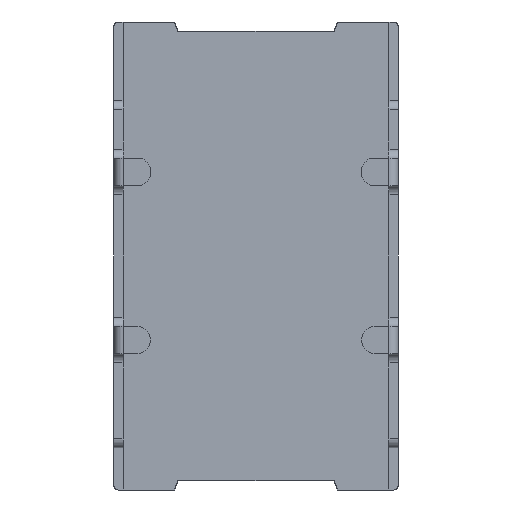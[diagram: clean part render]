
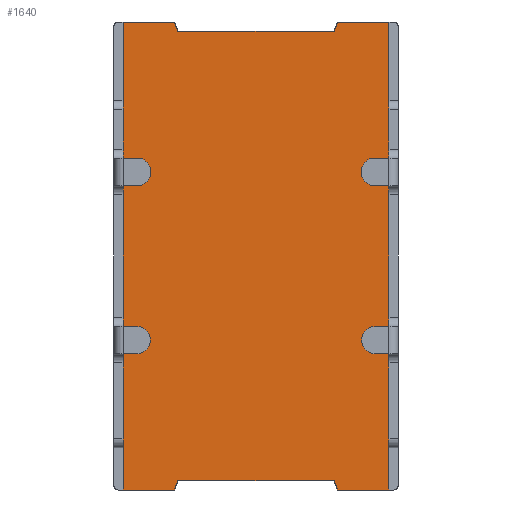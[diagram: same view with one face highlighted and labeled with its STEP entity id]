
A CAD part, front view. The second image highlights one B-rep face of the part: STEP entity #1640.
In plain terms, the highlighted planar face has unit normal (0, -1, 0).
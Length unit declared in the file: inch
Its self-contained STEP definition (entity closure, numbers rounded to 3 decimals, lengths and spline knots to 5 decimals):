
#118=FACE_OUTER_BOUND('',#202,.T.);
#202=EDGE_LOOP('',(#1324,#1325,#1326,#1327,#1328,#1329,#1330,#1331,#1332,
#1333,#1334,#1335));
#304=LINE('',#2351,#478);
#369=LINE('',#2544,#543);
#382=LINE('',#2573,#556);
#394=LINE('',#2616,#568);
#397=LINE('',#2623,#571);
#400=LINE('',#2628,#574);
#402=LINE('',#2633,#576);
#405=LINE('',#2639,#579);
#416=LINE('',#2670,#590);
#417=LINE('',#2673,#591);
#418=LINE('',#2674,#592);
#419=LINE('',#2675,#593);
#478=VECTOR('',#1854,0.05636);
#543=VECTOR('',#2023,0.01064);
#556=VECTOR('',#2044,0.05636);
#568=VECTOR('',#2098,0.01064);
#571=VECTOR('',#2105,0.171);
#574=VECTOR('',#2112,0.01064);
#576=VECTOR('',#2116,0.171);
#579=VECTOR('',#2121,0.01064);
#590=VECTOR('',#2154,0.05636);
#591=VECTOR('',#2157,0.512);
#592=VECTOR('',#2158,0.05636);
#593=VECTOR('',#2159,0.512);
#650=VERTEX_POINT('',#2341);
#654=VERTEX_POINT('',#2349);
#729=VERTEX_POINT('',#2541);
#730=VERTEX_POINT('',#2543);
#741=VERTEX_POINT('',#2570);
#742=VERTEX_POINT('',#2572);
#752=VERTEX_POINT('',#2615);
#754=VERTEX_POINT('',#2622);
#756=VERTEX_POINT('',#2632);
#758=VERTEX_POINT('',#2638);
#767=VERTEX_POINT('',#2668);
#768=VERTEX_POINT('',#2672);
#818=EDGE_CURVE('',#654,#650,#304,.T.);
#913=EDGE_CURVE('',#729,#730,#369,.T.);
#927=EDGE_CURVE('',#741,#742,#382,.T.);
#949=EDGE_CURVE('',#650,#752,#394,.T.);
#952=EDGE_CURVE('',#752,#754,#397,.T.);
#955=EDGE_CURVE('',#754,#741,#400,.T.);
#957=EDGE_CURVE('',#730,#756,#402,.T.);
#960=EDGE_CURVE('',#756,#758,#405,.T.);
#977=EDGE_CURVE('',#767,#729,#416,.T.);
#978=EDGE_CURVE('',#654,#768,#417,.T.);
#979=EDGE_CURVE('',#758,#768,#418,.T.);
#980=EDGE_CURVE('',#767,#742,#419,.T.);
#1324=ORIENTED_EDGE('',*,*,#927,.F.);
#1325=ORIENTED_EDGE('',*,*,#955,.F.);
#1326=ORIENTED_EDGE('',*,*,#952,.F.);
#1327=ORIENTED_EDGE('',*,*,#949,.F.);
#1328=ORIENTED_EDGE('',*,*,#818,.F.);
#1329=ORIENTED_EDGE('',*,*,#978,.T.);
#1330=ORIENTED_EDGE('',*,*,#979,.F.);
#1331=ORIENTED_EDGE('',*,*,#960,.F.);
#1332=ORIENTED_EDGE('',*,*,#957,.F.);
#1333=ORIENTED_EDGE('',*,*,#913,.F.);
#1334=ORIENTED_EDGE('',*,*,#977,.F.);
#1335=ORIENTED_EDGE('',*,*,#980,.T.);
#1572=PLANE('',#1775);
#1640=ADVANCED_FACE('',(#118),#1572,.F.);
#1775=AXIS2_PLACEMENT_3D('',#2671,#2155,#2156);
#1854=DIRECTION('',(-1.,0.,0.));
#2023=DIRECTION('',(0.342,0.,-0.94));
#2044=DIRECTION('',(-1.,0.,0.));
#2098=DIRECTION('',(-0.342,0.,0.94));
#2105=DIRECTION('',(-1.,0.,0.));
#2112=DIRECTION('',(-0.342,0.,-0.94));
#2116=DIRECTION('',(1.,0.,0.));
#2121=DIRECTION('',(0.342,0.,0.94));
#2154=DIRECTION('',(1.,0.,0.));
#2155=DIRECTION('center_axis',(0.,1.,0.));
#2156=DIRECTION('ref_axis',(0.,0.,1.));
#2157=DIRECTION('',(0.,0.,1.));
#2158=DIRECTION('',(1.,0.,0.));
#2159=DIRECTION('',(0.,0.,-1.));
#2341=CARTESIAN_POINT('',(0.08914,0.,-0.256));
#2349=CARTESIAN_POINT('',(0.1455,0.,-0.256));
#2351=CARTESIAN_POINT('',(0.1505,0.,-0.256));
#2541=CARTESIAN_POINT('',(-0.08914,0.,0.256));
#2543=CARTESIAN_POINT('',(-0.0855,0.,0.246));
#2544=CARTESIAN_POINT('',(-0.08914,0.,0.256));
#2570=CARTESIAN_POINT('',(-0.08914,0.,-0.256));
#2572=CARTESIAN_POINT('',(-0.1455,0.,-0.256));
#2573=CARTESIAN_POINT('',(0.1505,0.,-0.256));
#2615=CARTESIAN_POINT('',(0.0855,0.,-0.246));
#2616=CARTESIAN_POINT('',(0.08914,0.,-0.256));
#2622=CARTESIAN_POINT('',(-0.0855,0.,-0.246));
#2623=CARTESIAN_POINT('',(0.0855,0.,-0.246));
#2628=CARTESIAN_POINT('',(-0.0855,0.,-0.246));
#2632=CARTESIAN_POINT('',(0.0855,0.,0.246));
#2633=CARTESIAN_POINT('',(-0.0855,0.,0.246));
#2638=CARTESIAN_POINT('',(0.08914,0.,0.256));
#2639=CARTESIAN_POINT('',(0.0855,0.,0.246));
#2668=CARTESIAN_POINT('',(-0.1455,0.,0.256));
#2670=CARTESIAN_POINT('',(-0.1505,0.,0.256));
#2671=CARTESIAN_POINT('Origin',(-0.1505,0.,-0.251));
#2672=CARTESIAN_POINT('',(0.1455,0.,0.256));
#2673=CARTESIAN_POINT('',(0.1455,0.,-0.256));
#2674=CARTESIAN_POINT('',(-0.1505,0.,0.256));
#2675=CARTESIAN_POINT('',(-0.1455,0.,0.256));
